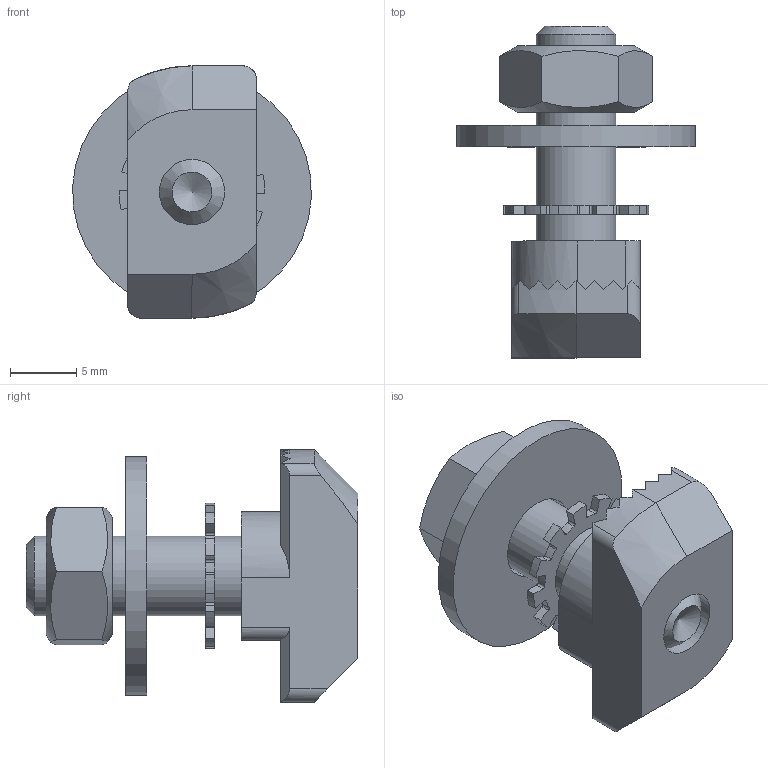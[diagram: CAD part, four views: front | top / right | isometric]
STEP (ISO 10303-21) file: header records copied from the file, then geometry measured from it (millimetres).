
FILE_DESCRIPTION(/* description */ (''),/* implementation_level */ '2;1');
FILE_NAME(/* name */ '81720_KriTec Erdungssatz_10.stp',/* time_stamp */ '2016-07-05T13:15:08+02:00',/* author */ ('Steiner'),/* organization */ (''),/* preprocessor_version */ 'ST-DEVELOPER v16.1',/* originating_system */ 'Autodesk Inventor 2016',/* authorisation */ '');
FILE_SCHEMA (('AUTOMOTIVE_DESIGN { 1 0 10303 214 3 1 1 }'));
Length unit declared in the file: millimetre
Products named in the file (6): 81016_KriTec_Hammermutter_10_St_M6_verzinkt; 11803_KriTec_Gewindestift_ISO_4029_(DIN_916)_M6x25_verzinkt_mit_Innen
sechskant_und_Ringschneide; 10700_KriTec_Faecherscheibe_verzinkt_Form_A_6,4_11_DIN_6798; 10696_KriTec_Unterlegscheibe_Messing_DIN_9021_Ø6,4xØ18x1,6; 10678_KriTec_Sechskantmutter_Messing_DIN_934_M6; 81720_KriTec Erdungssatz_10
Assembly tree (5 placements, depth 2):
  81720_KriTec Erdungssatz_10
    81016_KriTec_Hammermutter_10_St_M6_verzinkt
    11803_KriTec_Gewindestift_ISO_4029_(DIN_916)_M6x25_verzinkt_mit_Innen
sechskant_und_Ringschneide
    10700_KriTec_Faecherscheibe_verzinkt_Form_A_6,4_11_DIN_6798
    10696_KriTec_Unterlegscheibe_Messing_DIN_9021_Ø6,4xØ18x1,6
    10678_KriTec_Sechskantmutter_Messing_DIN_934_M6
Bounding box: 17.98 x 25 x 19 mm (x, y, z)
Volume: 2343.9 mm3; surface area: 2445.7 mm2
Topology: 5 solids, 5 shells, 161 faces, 434 edges, 282 vertices
Faces by surface type: plane 87, cylinder 64, cone 10
Full cylindrical faces by diameter (mm): 4.917 x2, 6 x1, 6.4 x2, 18 x1
Entity records: 5148 total; most frequent: DIRECTION 914, CARTESIAN_POINT 912, ORIENTED_EDGE 832, EDGE_CURVE 416, AXIS2_PLACEMENT_3D 342, VERTEX_POINT 278, LINE 230, VECTOR 230
